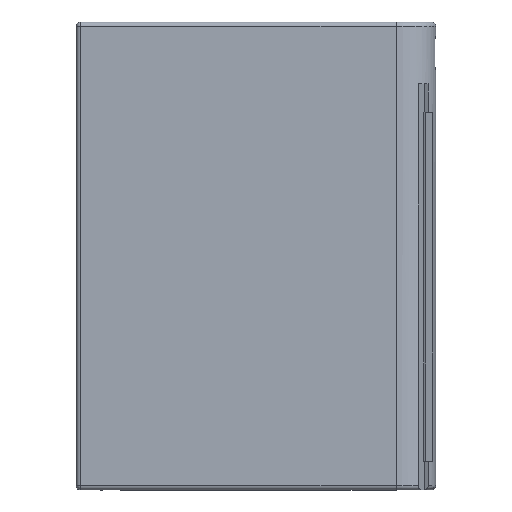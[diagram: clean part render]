
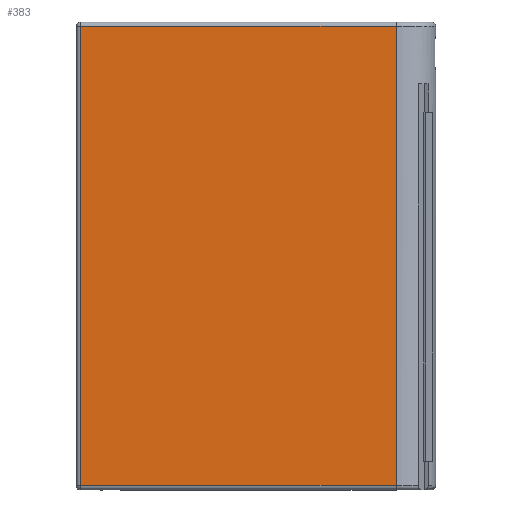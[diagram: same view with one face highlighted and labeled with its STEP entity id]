
A CAD part, top view. The second image highlights one B-rep face of the part: STEP entity #383.
In plain terms, the highlighted planar face has unit normal (0, 0, 1).
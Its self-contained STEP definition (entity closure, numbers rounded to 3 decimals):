
#344=CARTESIAN_POINT('',(0.,0.,9.));
#345=DIRECTION('',(0.,0.,1.));
#346=DIRECTION('',(1.,0.,0.));
#347=AXIS2_PLACEMENT_3D('',#344,#345,#346);
#348=PLANE('',#347);
#349=CARTESIAN_POINT('',(72.5,1.,9.));
#350=VERTEX_POINT('',#349);
#351=CARTESIAN_POINT('',(72.5,105.,9.));
#352=VERTEX_POINT('',#351);
#353=CARTESIAN_POINT('',(72.5,1.,9.));
#354=DIRECTION('',(0.,1.,0.));
#355=VECTOR('',#354,104.);
#356=LINE('',#353,#355);
#357=EDGE_CURVE('',#350,#352,#356,.T.);
#358=ORIENTED_EDGE('',*,*,#357,.T.);
#359=CARTESIAN_POINT('',(1.,105.,9.));
#360=VERTEX_POINT('',#359);
#361=CARTESIAN_POINT('',(72.5,105.,9.));
#362=DIRECTION('',(-1.,-0.,0.));
#363=VECTOR('',#362,71.5);
#364=LINE('',#361,#363);
#365=EDGE_CURVE('',#352,#360,#364,.T.);
#366=ORIENTED_EDGE('',*,*,#365,.T.);
#367=CARTESIAN_POINT('',(1.,1.,9.));
#368=VERTEX_POINT('',#367);
#369=CARTESIAN_POINT('',(1.,105.,9.));
#370=DIRECTION('',(-0.,-1.,-0.));
#371=VECTOR('',#370,104.);
#372=LINE('',#369,#371);
#373=EDGE_CURVE('',#360,#368,#372,.T.);
#374=ORIENTED_EDGE('',*,*,#373,.T.);
#375=CARTESIAN_POINT('',(1.,1.,9.));
#376=DIRECTION('',(1.,0.,-0.));
#377=VECTOR('',#376,71.5);
#378=LINE('',#375,#377);
#379=EDGE_CURVE('',#368,#350,#378,.T.);
#380=ORIENTED_EDGE('',*,*,#379,.T.);
#381=EDGE_LOOP('',(#358,#366,#374,#380));
#382=FACE_BOUND('',#381,.T.);
#383=ADVANCED_FACE('',(#382),#348,.T.);
